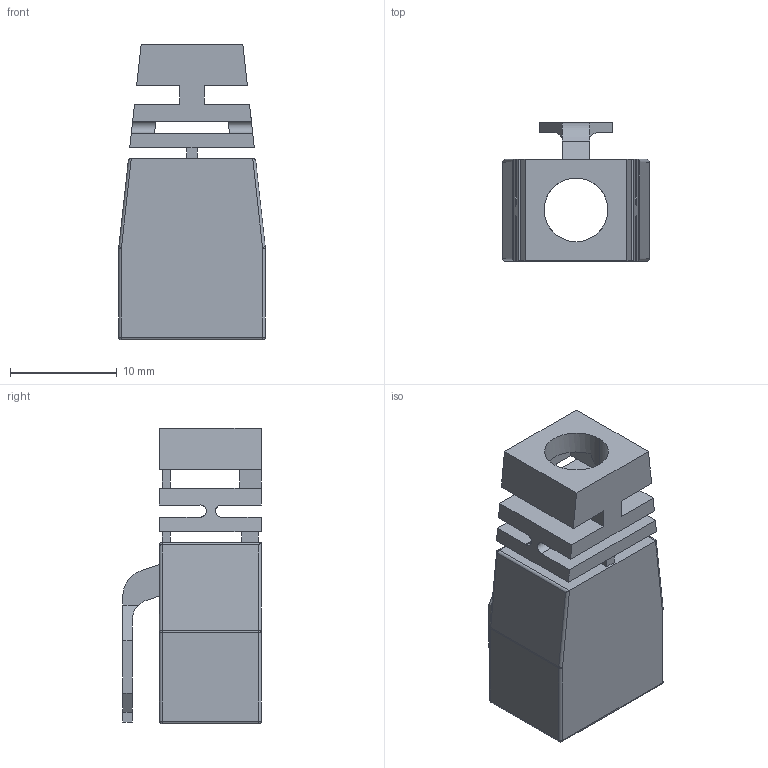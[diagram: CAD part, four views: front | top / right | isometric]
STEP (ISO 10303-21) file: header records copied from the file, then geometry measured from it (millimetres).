
FILE_DESCRIPTION (( 'STEP AP203' ), '1' );
FILE_NAME ('TDS8CVR-WH.STEP', '2006-06-30T18:56:19', ( ' ' ), ( ' ' ), 'SwSTEP 2.0', 'SolidWorks 2005354', '' );
FILE_SCHEMA (( 'CONFIG_CONTROL_DESIGN' ));
Length unit declared in the file: inch
Products named in the file (1): TDS8CVR-WH
Bounding box: 13.72 x 12.95 x 27.69 mm (x, y, z)
Volume: 1379 mm3; surface area: 2390.5 mm2
Topology: 1 solids, 1 shells, 134 faces, 407 edges, 258 vertices
Faces by surface type: plane 93, cylinder 31, sphere 6, torus 4
Entity records: 4554 total; most frequent: CARTESIAN_POINT 872, ORIENTED_EDGE 802, DIRECTION 703, EDGE_CURVE 401, VECTOR 317, LINE 317, VERTEX_POINT 258, AXIS2_PLACEMENT_3D 193
